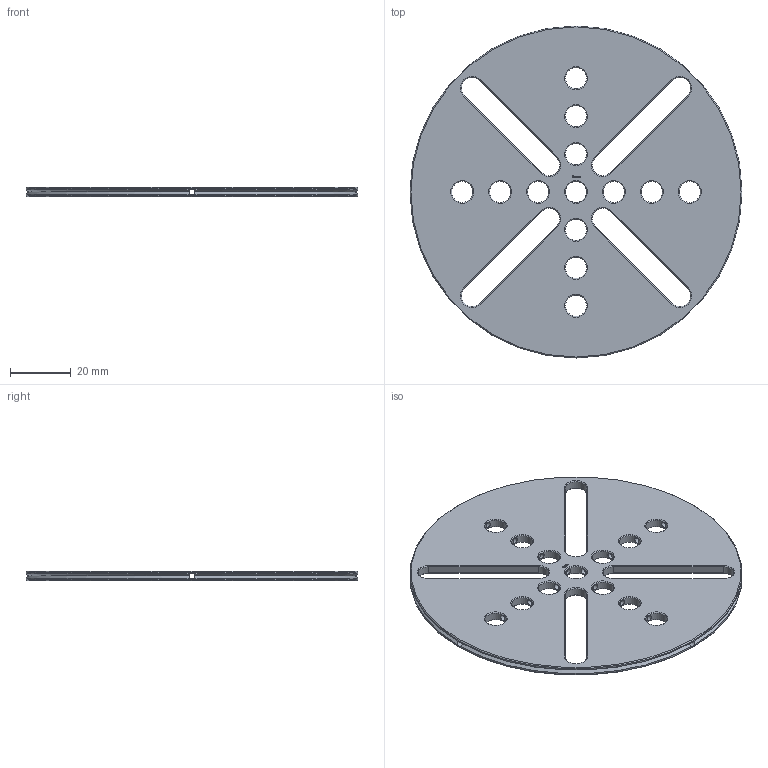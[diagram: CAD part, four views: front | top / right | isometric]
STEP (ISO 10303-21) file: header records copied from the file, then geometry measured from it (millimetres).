
FILE_DESCRIPTION(('FreeCAD Model'),'2;1');
FILE_NAME('Open CASCADE Shape Model','2023-11-14T17:06:50',(''),(''), 'Open CASCADE STEP processor 7.6','FreeCAD','Unknown');
FILE_SCHEMA(('AUTOMOTIVE_DESIGN { 1 0 10303 214 1 1 1 1 }'));
Length unit declared in the file: millimetre
Products named in the file (1): Washer FRE OCT BU08.75x00.25 - SPN-WSR-0069 (stemfie.org)
Bounding box: 109.38 x 109.38 x 3.12 mm (x, y, z)
Volume: 23443.9 mm3; surface area: 19250.4 mm2
Topology: 1 solids, 1 shells, 628 faces, 1770 edges, 1160 vertices
Faces by surface type: plane 327, extrusion 210, cone 52, cylinder 39
Full cylindrical faces by diameter (mm): 2 x16, 7 x13, 109.375 x2
Entity records: 48462 total; most frequent: CARTESIAN_POINT 14770, DIRECTION 5345, VECTOR 4284, LINE 4074, ORIENTED_EDGE 3540, PCURVE 3540, DEFINITIONAL_REPRESENTATION 3540, EDGE_CURVE 1770
